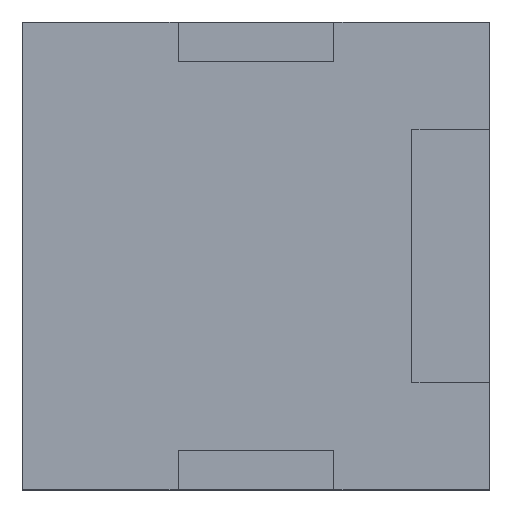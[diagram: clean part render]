
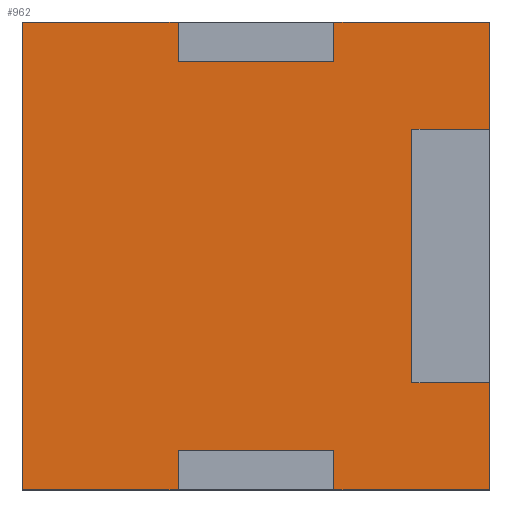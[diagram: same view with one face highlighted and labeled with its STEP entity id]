
A CAD part, top view. The second image highlights one B-rep face of the part: STEP entity #962.
In plain terms, the highlighted planar face has unit normal (0, 0, 1).
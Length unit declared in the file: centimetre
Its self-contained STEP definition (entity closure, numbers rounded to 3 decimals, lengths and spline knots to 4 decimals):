
#80=VERTEX_POINT('',#1356);
#81=VERTEX_POINT('',#1358);
#84=VERTEX_POINT('',#1365);
#85=VERTEX_POINT('',#1367);
#86=VERTEX_POINT('',#1376);
#89=VERTEX_POINT('',#1382);
#96=VERTEX_POINT('',#1397);
#97=VERTEX_POINT('',#1399);
#101=VERTEX_POINT('',#1413);
#105=VERTEX_POINT('',#1426);
#106=VERTEX_POINT('',#1432);
#107=VERTEX_POINT('',#1434);
#108=VERTEX_POINT('',#1436);
#109=VERTEX_POINT('',#1438);
#110=VERTEX_POINT('',#1440);
#111=VERTEX_POINT('',#1442);
#196=VECTOR('',#1122,1.);
#200=VECTOR('',#1127,1.);
#203=VECTOR('',#1131,1.);
#205=VECTOR('',#1135,1.);
#215=VECTOR('',#1147,1.);
#225=VECTOR('',#1160,1.);
#230=VECTOR('',#1167,1.);
#232=VECTOR('',#1171,1.);
#233=VECTOR('',#1172,1.);
#234=VECTOR('',#1173,1.);
#235=VECTOR('',#1174,1.);
#236=VECTOR('',#1175,1.);
#237=VECTOR('',#1176,1.);
#333=LINE('',#1357,#196);
#337=LINE('',#1366,#200);
#340=LINE('',#1371,#203);
#342=LINE('',#1375,#205);
#352=LINE('',#1398,#215);
#362=LINE('',#1417,#225);
#367=LINE('',#1427,#230);
#369=LINE('',#1431,#232);
#370=LINE('',#1433,#233);
#371=LINE('',#1435,#234);
#372=LINE('',#1437,#235);
#373=LINE('',#1439,#236);
#374=LINE('',#1441,#237);
#470=EDGE_CURVE('',#81,#80,#333,.T.);
#474=EDGE_CURVE('',#85,#84,#337,.T.);
#477=EDGE_CURVE('',#80,#85,#340,.T.);
#479=EDGE_CURVE('',#81,#86,#342,.T.);
#483=EDGE_CURVE('',#89,#84,#342,.T.);
#490=EDGE_CURVE('',#97,#96,#352,.T.);
#500=EDGE_CURVE('',#101,#97,#362,.T.);
#505=EDGE_CURVE('',#96,#105,#367,.T.);
#507=EDGE_CURVE('',#101,#89,#369,.T.);
#508=EDGE_CURVE('',#106,#105,#369,.T.);
#509=EDGE_CURVE('',#107,#106,#370,.T.);
#510=EDGE_CURVE('',#108,#107,#371,.T.);
#511=EDGE_CURVE('',#108,#109,#372,.T.);
#512=EDGE_CURVE('',#109,#110,#373,.T.);
#513=EDGE_CURVE('',#110,#111,#374,.T.);
#514=EDGE_CURVE('',#86,#111,#371,.T.);
#736=ORIENTED_EDGE('',*,*,#474,.T.);
#737=ORIENTED_EDGE('',*,*,#483,.F.);
#738=ORIENTED_EDGE('',*,*,#507,.F.);
#739=ORIENTED_EDGE('',*,*,#500,.T.);
#740=ORIENTED_EDGE('',*,*,#490,.T.);
#741=ORIENTED_EDGE('',*,*,#505,.T.);
#742=ORIENTED_EDGE('',*,*,#508,.F.);
#743=ORIENTED_EDGE('',*,*,#509,.F.);
#744=ORIENTED_EDGE('',*,*,#510,.F.);
#745=ORIENTED_EDGE('',*,*,#511,.T.);
#746=ORIENTED_EDGE('',*,*,#512,.T.);
#747=ORIENTED_EDGE('',*,*,#513,.T.);
#748=ORIENTED_EDGE('',*,*,#514,.F.);
#749=ORIENTED_EDGE('',*,*,#479,.F.);
#750=ORIENTED_EDGE('',*,*,#470,.T.);
#751=ORIENTED_EDGE('',*,*,#477,.T.);
#858=EDGE_LOOP('',(#736,#737,#738,#739,#740,#741,#742,#743,#744,#745,#746,
#747,#748,#749,#750,#751));
#910=FACE_BOUND('',#858,.T.);
#962=ADVANCED_FACE('',(#910),#1532,.T.);
#1013=AXIS2_PLACEMENT_3D('',#1430,#1170,$);
#1122=DIRECTION('',(-1.,0.,0.));
#1127=DIRECTION('',(1.,0.,0.));
#1131=DIRECTION('',(0.,1.,0.));
#1135=DIRECTION('',(0.,-1.,0.));
#1147=DIRECTION('',(-1.,0.,0.));
#1160=DIRECTION('',(0.,-1.,0.));
#1167=DIRECTION('',(0.,1.,0.));
#1170=DIRECTION('',(0.,0.,1.));
#1171=DIRECTION('',(1.,0.,0.));
#1172=DIRECTION('',(0.,1.,0.));
#1173=DIRECTION('',(-1.,0.,0.));
#1174=DIRECTION('',(0.,1.,0.));
#1175=DIRECTION('',(1.,0.,0.));
#1176=DIRECTION('',(0.,-1.,0.));
#1356=CARTESIAN_POINT('',(1.,0.275,0.3));
#1357=CARTESIAN_POINT('',(0.85,0.275,0.3));
#1358=CARTESIAN_POINT('',(1.2,0.275,0.3));
#1365=CARTESIAN_POINT('',(1.2,0.925,0.3));
#1366=CARTESIAN_POINT('',(0.85,0.925,0.3));
#1367=CARTESIAN_POINT('',(1.,0.925,0.3));
#1371=CARTESIAN_POINT('',(1.,0.6,0.3));
#1375=CARTESIAN_POINT('',(1.2,1.2,0.3));
#1376=CARTESIAN_POINT('',(1.2,0.,0.3));
#1382=CARTESIAN_POINT('',(1.2,1.2,0.3));
#1397=CARTESIAN_POINT('',(0.4,1.1,0.3));
#1398=CARTESIAN_POINT('',(0.6,1.1,0.3));
#1399=CARTESIAN_POINT('',(0.8,1.1,0.3));
#1413=CARTESIAN_POINT('',(0.8,1.2,0.3));
#1417=CARTESIAN_POINT('',(0.8,0.8751,0.3));
#1426=CARTESIAN_POINT('',(0.4,1.2,0.3));
#1427=CARTESIAN_POINT('',(0.4,0.8751,0.3));
#1430=CARTESIAN_POINT('',(0.6,0.6,0.3));
#1431=CARTESIAN_POINT('',(0.,1.2,0.3));
#1432=CARTESIAN_POINT('',(0.,1.2,0.3));
#1433=CARTESIAN_POINT('',(0.,0.,0.3));
#1434=CARTESIAN_POINT('',(0.,0.,0.3));
#1435=CARTESIAN_POINT('',(1.2,0.,0.3));
#1436=CARTESIAN_POINT('',(0.4,0.,0.3));
#1437=CARTESIAN_POINT('',(0.4,0.325,0.3));
#1438=CARTESIAN_POINT('',(0.4,0.1,0.3));
#1439=CARTESIAN_POINT('',(0.6,0.1,0.3));
#1440=CARTESIAN_POINT('',(0.8,0.1,0.3));
#1441=CARTESIAN_POINT('',(0.8,0.325,0.3));
#1442=CARTESIAN_POINT('',(0.8,0.,0.3));
#1532=PLANE('',#1013);
